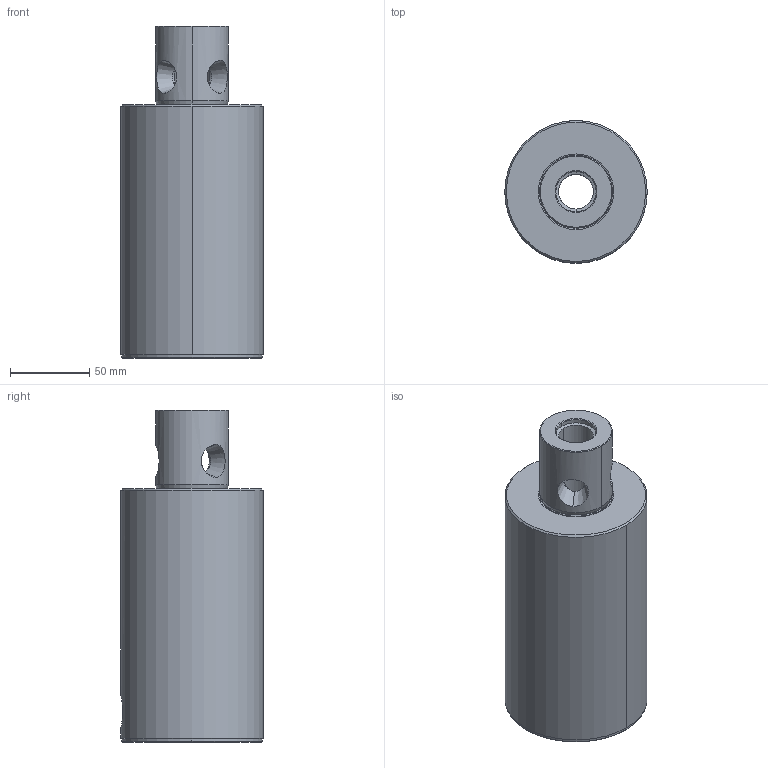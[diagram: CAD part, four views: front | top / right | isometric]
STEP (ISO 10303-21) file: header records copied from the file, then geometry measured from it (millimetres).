
FILE_DESCRIPTION(('no description'),'unknown implementation level');
FILE_NAME('B1E7F2AD-4F4A-4D65-979A-74635DE5FD8C_export.stp',' ',('CIMSOURCE GmbH'),('CADClick - KiM GmbH - www.kimweb.de'),'unknown preprocess','ACIS','unknown authorization');
FILE_SCHEMA(('automotive_design'));
Length unit declared in the file: millimetre
Products named in the file (2): 331.776N Kaiser CKN7 X CKN7 X 160|690.437 Kaiser ETL M20 X 29 CK7_Standard;NONE; 331.776N Kaiser CKN7 X CKN7 X 160|331.776N Kaiser CKN7 X CKN7 X 160_Standard;NONE
Bounding box: 90 x 90 x 209.7 mm (x, y, z)
Volume: 910839 mm3; surface area: 88810.7 mm2
Topology: 2 solids, 2 shells, 129 faces, 306 edges, 180 vertices
Faces by surface type: cone 50, cylinder 42, plane 31, torus 6
Entity records: 8016 total; most frequent: CARTESIAN_POINT 1560, DIRECTION 648, STYLED_ITEM 613, PRESENTATION_STYLE_ASSIGNMENT 613, COLOUR_RGB 613, ORIENTED_EDGE 604, EDGE_CURVE 302, CURVE_STYLE 302
